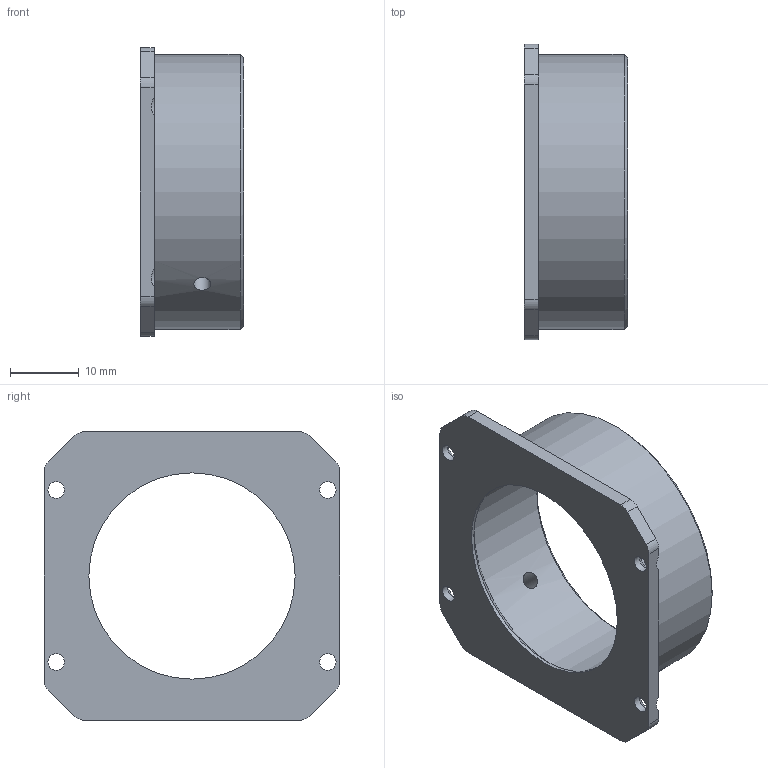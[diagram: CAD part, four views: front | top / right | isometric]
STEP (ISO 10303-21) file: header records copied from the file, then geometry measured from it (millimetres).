
FILE_DESCRIPTION(/* description */ (''),/* implementation_level */ '2;1');
FILE_NAME(/* name */ 'Adapter STE30x30 TZO32.stp',/* time_stamp */ '2019-11-13T12:14:54+01:00',/* author */ (''),/* organization */ ('Vision & Control GmbH'),/* preprocessor_version */ 'ST-DEVELOPER v16.1',/* originating_system */ 'Autodesk Inventor 2016',/* authorisation */ '');
FILE_SCHEMA (('AUTOMOTIVE_DESIGN { 1 0 10303 214 3 1 1 }'));
Length unit declared in the file: millimetre
Products named in the file (1): Adapter STE30x30 TZO32
Bounding box: 15 x 43 x 42 mm (x, y, z)
Volume: 7692.5 mm3; surface area: 5474.6 mm2
Topology: 1 solids, 1 shells, 35 faces, 105 edges, 69 vertices
Faces by surface type: cylinder 17, plane 11, cone 7
Full cylindrical faces by diameter (mm): 2.4 x4, 2.459 x2, 30 x1, 32.1 x1, 40 x1
Entity records: 1202 total; most frequent: CARTESIAN_POINT 316, DIRECTION 180, ORIENTED_EDGE 160, EDGE_CURVE 80, AXIS2_PLACEMENT_3D 72, EDGE_LOOP 62, VERTEX_POINT 60, LINE 36
